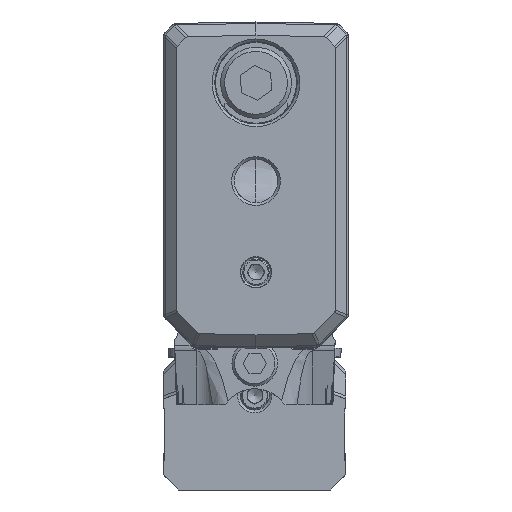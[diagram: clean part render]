
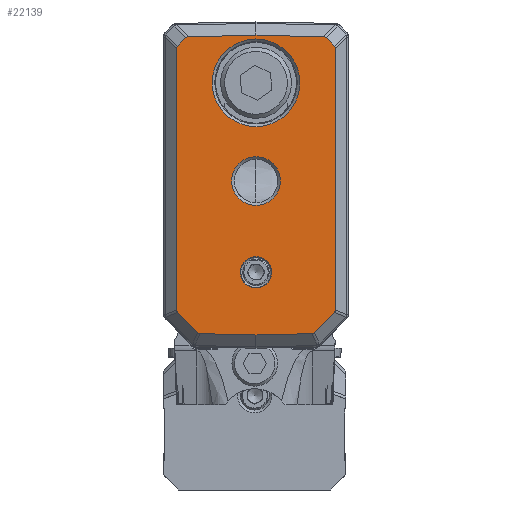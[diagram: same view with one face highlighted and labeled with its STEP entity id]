
A CAD part, front view. The second image highlights one B-rep face of the part: STEP entity #22139.
In plain terms, the highlighted planar face has unit normal (0, -1, 0).
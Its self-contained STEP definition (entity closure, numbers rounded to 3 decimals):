
#6168=ELLIPSE('',#113836,0.859,0.5);
#6169=ELLIPSE('',#113838,0.859,0.5);
#6170=ELLIPSE('',#113840,0.736,0.5);
#6171=ELLIPSE('',#113842,0.735,0.5);
#6172=ELLIPSE('',#113844,0.735,0.5);
#6173=ELLIPSE('',#113846,0.736,0.5);
#6174=ELLIPSE('',#113848,0.859,0.5);
#6175=ELLIPSE('',#113850,0.859,0.5);
#6834=FACE_BOUND('',#35959,.T.);
#6835=FACE_BOUND('',#35960,.T.);
#6836=FACE_BOUND('',#35961,.T.);
#6837=FACE_BOUND('',#35962,.T.);
#22139=ADVANCED_FACE('',(#6834,#6835,#6836,#6837),#26584,.T.);
#26584=PLANE('',#113946);
#35959=EDGE_LOOP('',(#50800,#50801,#50802,#50803,#50804,#50805,#50806,#50807,
#50808,#50809,#50810,#50811,#50812,#50813,#50814,#50815,#50816,#50817));
#35960=EDGE_LOOP('',(#50818));
#35961=EDGE_LOOP('',(#50819));
#35962=EDGE_LOOP('',(#50820));
#50800=ORIENTED_EDGE('',*,*,#81153,.T.);
#50801=ORIENTED_EDGE('',*,*,#81047,.T.);
#50802=ORIENTED_EDGE('',*,*,#81148,.T.);
#50803=ORIENTED_EDGE('',*,*,#81044,.T.);
#50804=ORIENTED_EDGE('',*,*,#81156,.T.);
#50805=ORIENTED_EDGE('',*,*,#81170,.T.);
#50806=ORIENTED_EDGE('',*,*,#81026,.T.);
#50807=ORIENTED_EDGE('',*,*,#81149,.T.);
#50808=ORIENTED_EDGE('',*,*,#81029,.T.);
#50809=ORIENTED_EDGE('',*,*,#81154,.T.);
#50810=ORIENTED_EDGE('',*,*,#81032,.T.);
#50811=ORIENTED_EDGE('',*,*,#81147,.T.);
#50812=ORIENTED_EDGE('',*,*,#81035,.T.);
#50813=ORIENTED_EDGE('',*,*,#81171,.T.);
#50814=ORIENTED_EDGE('',*,*,#81151,.T.);
#50815=ORIENTED_EDGE('',*,*,#81038,.T.);
#50816=ORIENTED_EDGE('',*,*,#81146,.T.);
#50817=ORIENTED_EDGE('',*,*,#81041,.T.);
#50818=ORIENTED_EDGE('',*,*,#80547,.T.);
#50819=ORIENTED_EDGE('',*,*,#80549,.T.);
#50820=ORIENTED_EDGE('',*,*,#80543,.T.);
#70124=VERTEX_POINT('',#164492);
#70128=VERTEX_POINT('',#164528);
#70130=VERTEX_POINT('',#164533);
#70451=VERTEX_POINT('',#168374);
#70452=VERTEX_POINT('',#168376);
#70453=VERTEX_POINT('',#168380);
#70454=VERTEX_POINT('',#168382);
#70455=VERTEX_POINT('',#168386);
#70456=VERTEX_POINT('',#168388);
#70457=VERTEX_POINT('',#168392);
#70458=VERTEX_POINT('',#168394);
#70459=VERTEX_POINT('',#168398);
#70460=VERTEX_POINT('',#168400);
#70461=VERTEX_POINT('',#168404);
#70462=VERTEX_POINT('',#168406);
#70463=VERTEX_POINT('',#168410);
#70464=VERTEX_POINT('',#168412);
#70465=VERTEX_POINT('',#168416);
#70466=VERTEX_POINT('',#168418);
#70518=VERTEX_POINT('',#168776);
#70519=VERTEX_POINT('',#168784);
#80543=EDGE_CURVE('',#70124,#70124,#106517,.T.);
#80547=EDGE_CURVE('',#70128,#70128,#106519,.T.);
#80549=EDGE_CURVE('',#70130,#70130,#106521,.T.);
#81026=EDGE_CURVE('',#70451,#70452,#6168,.T.);
#81029=EDGE_CURVE('',#70453,#70454,#6169,.T.);
#81032=EDGE_CURVE('',#70455,#70456,#6170,.T.);
#81035=EDGE_CURVE('',#70457,#70458,#6171,.T.);
#81038=EDGE_CURVE('',#70459,#70460,#6172,.T.);
#81041=EDGE_CURVE('',#70461,#70462,#6173,.T.);
#81044=EDGE_CURVE('',#70463,#70464,#6174,.T.);
#81047=EDGE_CURVE('',#70465,#70466,#6175,.T.);
#81146=EDGE_CURVE('',#70460,#70461,#92548,.T.);
#81147=EDGE_CURVE('',#70456,#70457,#92549,.T.);
#81148=EDGE_CURVE('',#70466,#70463,#92550,.T.);
#81149=EDGE_CURVE('',#70452,#70453,#92551,.T.);
#81151=EDGE_CURVE('',#70518,#70459,#92552,.T.);
#81153=EDGE_CURVE('',#70462,#70465,#92554,.T.);
#81154=EDGE_CURVE('',#70454,#70455,#92555,.T.);
#81156=EDGE_CURVE('',#70464,#70519,#92557,.T.);
#81170=EDGE_CURVE('',#70519,#70451,#92561,.T.);
#81171=EDGE_CURVE('',#70458,#70518,#92562,.T.);
#92548=LINE('',#168763,#100619);
#92549=LINE('',#168765,#100620);
#92550=LINE('',#168767,#100621);
#92551=LINE('',#168769,#100622);
#92552=LINE('',#168775,#100623);
#92554=LINE('',#168779,#100625);
#92555=LINE('',#168781,#100626);
#92557=LINE('',#168785,#100628);
#92561=LINE('',#168820,#100632);
#92562=LINE('',#168821,#100633);
#100619=VECTOR('',#128961,1.);
#100620=VECTOR('',#128964,1.);
#100621=VECTOR('',#128967,1.);
#100622=VECTOR('',#128970,1.);
#100623=VECTOR('',#128979,1.);
#100625=VECTOR('',#128983,1.);
#100626=VECTOR('',#128986,1.);
#100628=VECTOR('',#128990,1.);
#100632=VECTOR('',#129030,1.);
#100633=VECTOR('',#129031,1.);
#106517=CIRCLE('',#113568,2.4);
#106519=CIRCLE('',#113572,1.55);
#106521=CIRCLE('',#113575,4.323);
#113568=AXIS2_PLACEMENT_3D('',#164491,#128004,#128005);
#113572=AXIS2_PLACEMENT_3D('',#164527,#128012,#128013);
#113575=AXIS2_PLACEMENT_3D('',#164532,#128018,#128019);
#113836=AXIS2_PLACEMENT_3D('',#168377,#128737,#128738);
#113838=AXIS2_PLACEMENT_3D('',#168383,#128743,#128744);
#113840=AXIS2_PLACEMENT_3D('',#168389,#128749,#128750);
#113842=AXIS2_PLACEMENT_3D('',#168395,#128755,#128756);
#113844=AXIS2_PLACEMENT_3D('',#168401,#128761,#128762);
#113846=AXIS2_PLACEMENT_3D('',#168407,#128767,#128768);
#113848=AXIS2_PLACEMENT_3D('',#168413,#128773,#128774);
#113850=AXIS2_PLACEMENT_3D('',#168419,#128779,#128780);
#113946=AXIS2_PLACEMENT_3D('',#168822,#129032,#129033);
#128004=DIRECTION('',(0.,1.,0.));
#128005=DIRECTION('',(0.,0.,-1.));
#128012=DIRECTION('',(0.,1.,0.));
#128013=DIRECTION('',(0.,0.,-1.));
#128018=DIRECTION('',(0.,1.,0.));
#128019=DIRECTION('',(0.,0.,-1.));
#128737=DIRECTION('',(0.,-1.,0.));
#128738=DIRECTION('',(0.716,0.,-0.698));
#128743=DIRECTION('',(0.,-1.,0.));
#128744=DIRECTION('',(0.716,0.,-0.698));
#128749=DIRECTION('',(0.,-1.,0.));
#128750=DIRECTION('',(-0.926,0.,-0.379));
#128755=DIRECTION('',(0.,-1.,0.));
#128756=DIRECTION('',(-0.398,0.,-0.917));
#128761=DIRECTION('',(0.,-1.,0.));
#128762=DIRECTION('',(-0.398,0.,0.917));
#128767=DIRECTION('',(0.,-1.,0.));
#128768=DIRECTION('',(-0.926,0.,0.379));
#128773=DIRECTION('',(0.,-1.,0.));
#128774=DIRECTION('',(0.716,0.,0.698));
#128779=DIRECTION('',(0.,-1.,0.));
#128780=DIRECTION('',(0.716,0.,0.698));
#128961=DIRECTION('',(0.701,0.,0.713));
#128964=DIRECTION('',(0.701,0.,-0.713));
#128967=DIRECTION('',(-0.698,0.,0.716));
#128970=DIRECTION('',(-0.698,0.,-0.716));
#128979=DIRECTION('',(1.,0.,0.025));
#128983=DIRECTION('',(0.,0.,1.));
#128986=DIRECTION('',(0.,0.,-1.));
#128990=DIRECTION('',(-1.,0.,0.025));
#129030=DIRECTION('',(-1.,0.,-0.025));
#129031=DIRECTION('',(1.,0.,-0.025));
#129032=DIRECTION('',(0.,-1.,0.));
#129033=DIRECTION('',(0.,0.,-1.));
#164491=CARTESIAN_POINT('',(0.125,-28.5,-15.7));
#164492=CARTESIAN_POINT('',(0.125,-28.5,-18.1));
#164527=CARTESIAN_POINT('',(0.125,-28.5,-24.7));
#164528=CARTESIAN_POINT('',(0.125,-28.5,-26.25));
#164532=CARTESIAN_POINT('',(0.125,-28.5,-6.));
#164533=CARTESIAN_POINT('',(0.125,-28.5,-10.323));
#168374=CARTESIAN_POINT('',(-6.564,-28.5,-1.465));
#168376=CARTESIAN_POINT('',(-6.816,-28.5,-1.564));
#168377=CARTESIAN_POINT('',(-6.201,-28.5,-2.163));
#168380=CARTESIAN_POINT('',(-7.608,-28.5,-2.375));
#168382=CARTESIAN_POINT('',(-7.7,-28.5,-2.63));
#168383=CARTESIAN_POINT('',(-6.993,-28.5,-2.975));
#168386=CARTESIAN_POINT('',(-7.7,-28.5,-28.416));
#168388=CARTESIAN_POINT('',(-7.599,-28.5,-28.664));
#168389=CARTESIAN_POINT('',(-6.993,-28.5,-28.272));
#168392=CARTESIAN_POINT('',(-5.639,-28.5,-30.658));
#168394=CARTESIAN_POINT('',(-5.396,-28.5,-30.764));
#168395=CARTESIAN_POINT('',(-5.235,-28.5,-30.06));
#168398=CARTESIAN_POINT('',(5.646,-28.5,-30.764));
#168400=CARTESIAN_POINT('',(5.889,-28.5,-30.658));
#168401=CARTESIAN_POINT('',(5.485,-28.5,-30.06));
#168404=CARTESIAN_POINT('',(7.849,-28.5,-28.664));
#168406=CARTESIAN_POINT('',(7.95,-28.5,-28.416));
#168407=CARTESIAN_POINT('',(7.243,-28.5,-28.272));
#168410=CARTESIAN_POINT('',(7.066,-28.5,-1.564));
#168412=CARTESIAN_POINT('',(6.814,-28.5,-1.465));
#168413=CARTESIAN_POINT('',(6.451,-28.5,-2.163));
#168416=CARTESIAN_POINT('',(7.95,-28.5,-2.63));
#168418=CARTESIAN_POINT('',(7.858,-28.5,-2.375));
#168419=CARTESIAN_POINT('',(7.243,-28.5,-2.975));
#168763=CARTESIAN_POINT('',(-2.196,-28.5,-38.886));
#168765=CARTESIAN_POINT('',(-6.519,-28.5,-29.762));
#168767=CARTESIAN_POINT('',(14.544,-28.5,-9.227));
#168769=CARTESIAN_POINT('',(-23.195,-28.5,-18.349));
#168775=CARTESIAN_POINT('',(-9.027,-28.5,-31.126));
#168776=CARTESIAN_POINT('',(0.125,-28.5,-30.9));
#168779=CARTESIAN_POINT('',(7.95,-28.5,-32.2));
#168781=CARTESIAN_POINT('',(-7.7,-28.5,-32.2));
#168784=CARTESIAN_POINT('',(0.125,-28.5,-1.3));
#168785=CARTESIAN_POINT('',(-8.232,-28.5,-1.094));
#168820=CARTESIAN_POINT('',(-9.757,-28.5,-1.544));
#168821=CARTESIAN_POINT('',(-8.962,-28.5,-30.676));
#168822=CARTESIAN_POINT('',(-9.,-28.5,-32.2));
